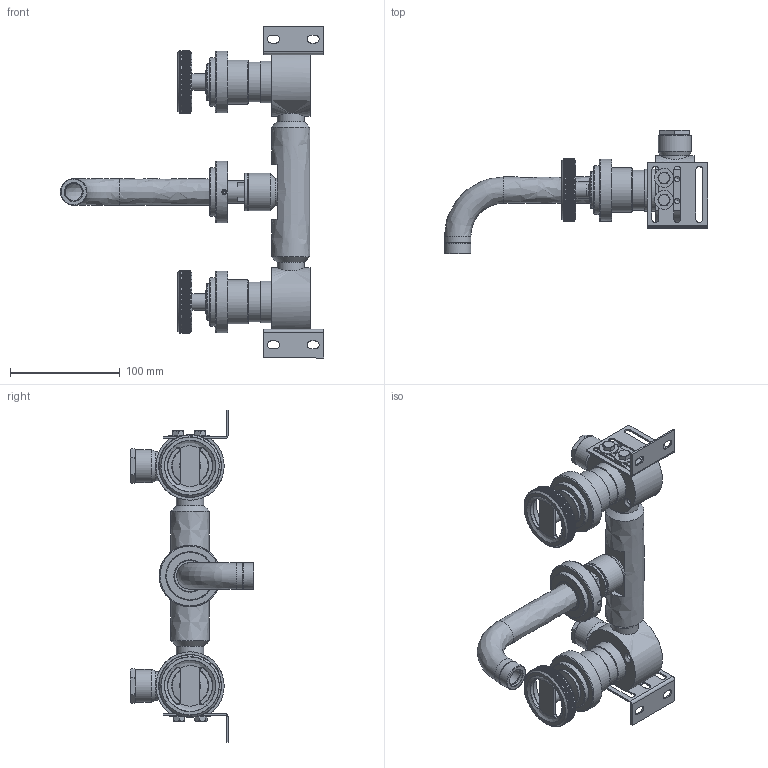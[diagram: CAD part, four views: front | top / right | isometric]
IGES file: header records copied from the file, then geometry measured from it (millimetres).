
Global section: file name: LANDMARK THINNER SPOUTS EXPORTV7K17S-1LW; native system: Autodesk Inventor 2020; preprocessor: unknown; author: clarkin; date: 20221127.042455; units: millimetre
Bounding box: 239.3 x 112.5 x 302 mm (x, y, z)
Volume: 575508.2 mm3; surface area: 280648.4 mm2
Topology: 65 solids, 65 shells, 2953 faces, 8074 edges, 5375 vertices
Faces by surface type: bspline 2953
